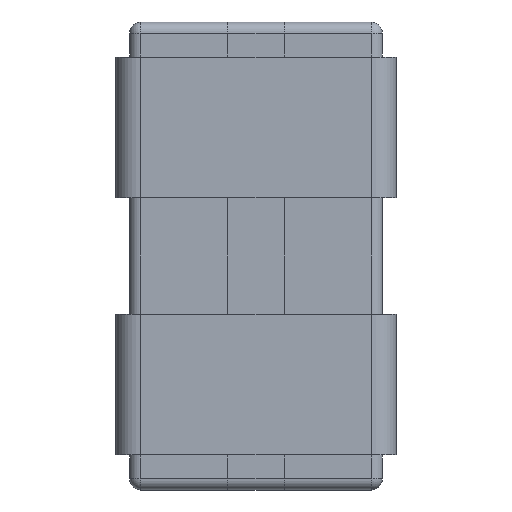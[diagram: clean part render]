
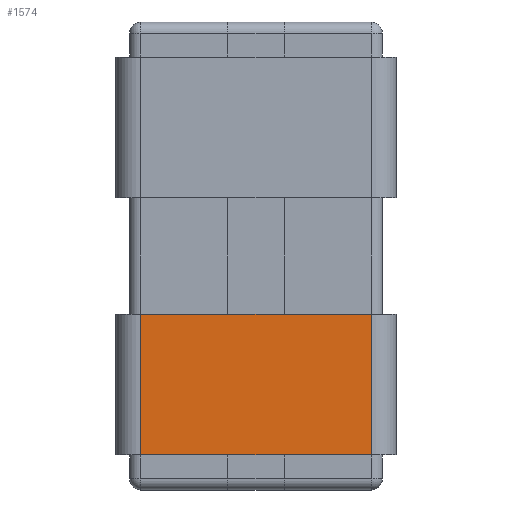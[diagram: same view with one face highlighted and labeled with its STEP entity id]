
A CAD part, left-side view. The second image highlights one B-rep face of the part: STEP entity #1574.
In plain terms, the highlighted planar face has unit normal (-1, 0, 0).
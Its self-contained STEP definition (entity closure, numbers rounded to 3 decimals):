
#370 = PLANE ( 'NONE',  #4313 ) ;
#396 = LINE ( 'NONE', #3795, #4208 ) ;
#889 = DIRECTION ( 'NONE',  ( 0., -1., 0. ) ) ;
#1192 = CARTESIAN_POINT ( 'NONE',  ( -0.625, 0.6, -0.425 ) ) ;
#1238 = VECTOR ( 'NONE', #889, 1000. ) ;
#1254 = CARTESIAN_POINT ( 'NONE',  ( -0.625, 0.6, -0.425 ) ) ;
#1359 = DIRECTION ( 'NONE',  ( 0., 0., 1. ) ) ;
#1495 = CARTESIAN_POINT ( 'NONE',  ( -0.625, 0.054, -0.125 ) ) ;
#1531 = ORIENTED_EDGE ( 'NONE', *, *, #1825, .T. ) ;
#1574 = ADVANCED_FACE ( 'NONE', ( #4903 ), #370, .F. ) ;
#1619 = VERTEX_POINT ( 'NONE', #3978 ) ;
#1825 = EDGE_CURVE ( 'NONE', #3405, #1900, #4089, .T. ) ;
#1900 = VERTEX_POINT ( 'NONE', #1495 ) ;
#1961 = DIRECTION ( 'NONE',  ( 1., 0., 0. ) ) ;
#2386 = EDGE_LOOP ( 'NONE', ( #4693, #4668, #3762, #1531 ) ) ;
#2841 = EDGE_CURVE ( 'NONE', #4312, #1900, #4748, .T. ) ;
#2955 = CARTESIAN_POINT ( 'NONE',  ( -0.625, 0.054, -0.5 ) ) ;
#3158 = VECTOR ( 'NONE', #3345, 1000. ) ;
#3345 = DIRECTION ( 'NONE',  ( 0., 0., 1. ) ) ;
#3405 = VERTEX_POINT ( 'NONE', #5126 ) ;
#3615 = CARTESIAN_POINT ( 'NONE',  ( -0.625, 0.6, -0.125 ) ) ;
#3762 = ORIENTED_EDGE ( 'NONE', *, *, #4019, .T. ) ;
#3795 = CARTESIAN_POINT ( 'NONE',  ( -0.625, 0.546, -0.5 ) ) ;
#3978 = CARTESIAN_POINT ( 'NONE',  ( -0.625, 0.546, -0.425 ) ) ;
#4015 = DIRECTION ( 'NONE',  ( 0., 0., -1. ) ) ;
#4019 = EDGE_CURVE ( 'NONE', #1619, #3405, #4421, .T. ) ;
#4089 = LINE ( 'NONE', #2955, #3158 ) ;
#4208 = VECTOR ( 'NONE', #1359, 1000. ) ;
#4312 = VERTEX_POINT ( 'NONE', #4592 ) ;
#4313 = AXIS2_PLACEMENT_3D ( 'NONE', #1192, #1961, #4015 ) ;
#4421 = LINE ( 'NONE', #1254, #1238 ) ;
#4592 = CARTESIAN_POINT ( 'NONE',  ( -0.625, 0.546, -0.125 ) ) ;
#4668 = ORIENTED_EDGE ( 'NONE', *, *, #5129, .F. ) ;
#4693 = ORIENTED_EDGE ( 'NONE', *, *, #2841, .F. ) ;
#4748 = LINE ( 'NONE', #3615, #4949 ) ;
#4814 = DIRECTION ( 'NONE',  ( 0., -1., 0. ) ) ;
#4903 = FACE_OUTER_BOUND ( 'NONE', #2386, .T. ) ;
#4949 = VECTOR ( 'NONE', #4814, 1000. ) ;
#5126 = CARTESIAN_POINT ( 'NONE',  ( -0.625, 0.054, -0.425 ) ) ;
#5129 = EDGE_CURVE ( 'NONE', #1619, #4312, #396, .T. ) ;
